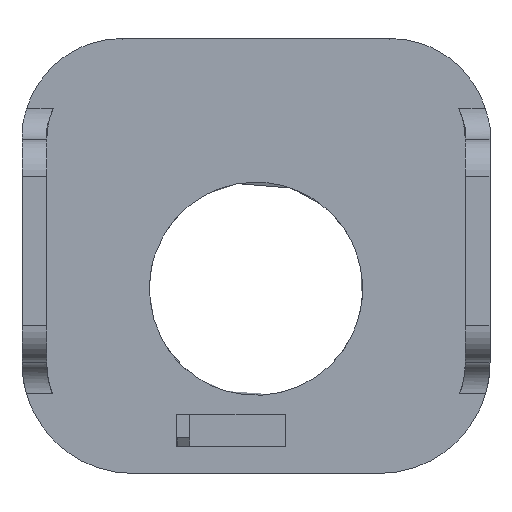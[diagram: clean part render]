
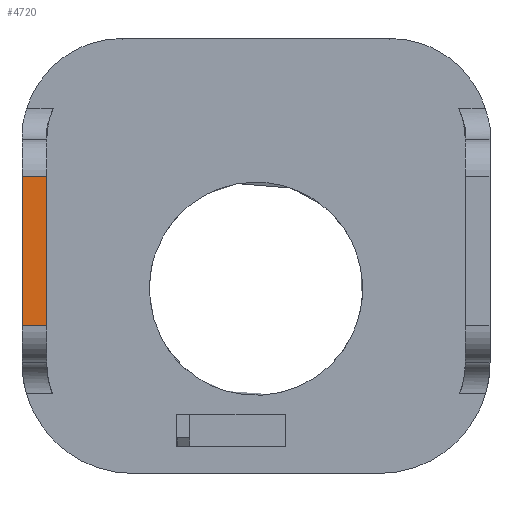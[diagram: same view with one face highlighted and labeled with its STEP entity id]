
A CAD part, front view. The second image highlights one B-rep face of the part: STEP entity #4720.
In plain terms, the highlighted planar face has unit normal (0, -1, 0).
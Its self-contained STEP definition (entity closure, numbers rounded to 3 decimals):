
#1145=DIRECTION('',(0.,0.,1.));
#1146=VECTOR('',#1145,12.115);
#1147=CARTESIAN_POINT('',(-16.986,-5.,-25.));
#1148=LINE('',#1147,#1146);
#1238=DIRECTION('',(0.,0.,1.));
#1239=VECTOR('',#1238,12.115);
#1240=CARTESIAN_POINT('',(-18.994,-5.,-25.));
#1241=LINE('',#1240,#1239);
#1593=DIRECTION('',(1.,0.,0.));
#1594=VECTOR('',#1593,2.008);
#1595=CARTESIAN_POINT('',(-18.994,-5.,-12.885));
#1596=LINE('',#1595,#1594);
#1597=DIRECTION('',(1.,0.,0.));
#1598=VECTOR('',#1597,2.008);
#1599=CARTESIAN_POINT('',(-18.994,-5.,-25.));
#1600=LINE('',#1599,#1598);
#2765=CARTESIAN_POINT('',(-16.986,-5.,-12.885));
#2767=VERTEX_POINT('',#2765);
#2768=CARTESIAN_POINT('',(-18.994,-5.,-12.885));
#2769=VERTEX_POINT('',#2768);
#2772=CARTESIAN_POINT('',(-16.986,-5.,-25.));
#2774=VERTEX_POINT('',#2772);
#2778=CARTESIAN_POINT('',(-18.994,-5.,-25.));
#2779=VERTEX_POINT('',#2778);
#4708=CARTESIAN_POINT('',(-18.994,-5.,-28.));
#4709=DIRECTION('',(0.,-1.,0.));
#4710=DIRECTION('',(0.,0.,1.));
#4711=AXIS2_PLACEMENT_3D('',#4708,#4709,#4710);
#4712=PLANE('',#4711);
#4713=ORIENTED_EDGE('',*,*,#4701,.T.);
#4714=ORIENTED_EDGE('',*,*,#4074,.F.);
#4716=ORIENTED_EDGE('',*,*,#4715,.F.);
#4717=ORIENTED_EDGE('',*,*,#4144,.T.);
#4718=EDGE_LOOP('',(#4713,#4714,#4716,#4717));
#4719=FACE_OUTER_BOUND('',#4718,.F.);
#4720=ADVANCED_FACE('',(#4719),#4712,.T.);
#4074=EDGE_CURVE('',#2774,#2767,#1148,.T.);
#4144=EDGE_CURVE('',#2779,#2769,#1241,.T.);
#4701=EDGE_CURVE('',#2769,#2767,#1596,.T.);
#4715=EDGE_CURVE('',#2779,#2774,#1600,.T.);
